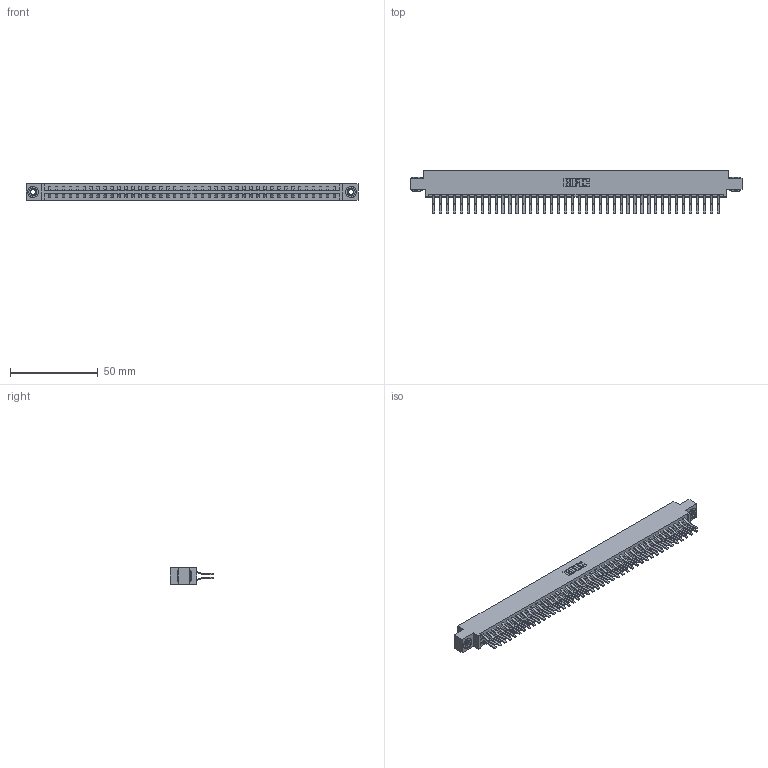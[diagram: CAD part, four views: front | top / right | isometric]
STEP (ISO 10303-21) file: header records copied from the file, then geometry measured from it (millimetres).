
FILE_DESCRIPTION (( 'STEP AP203' ), '1' );
FILE_NAME ('387-084-560-803.STEP', '2019-10-23T02:37:35', ( '' ), ( '' ), 'SwSTEP 2.0', 'SolidWorks 2016', '' );
FILE_SCHEMA (( 'CONFIG_CONTROL_DESIGN' ));
Length unit declared in the file: inch
Products named in the file (4): 345-292-001_560 Tail; 387-084-560-803; 337 Part_0.170 Offset - 0.156 Dia-TH; 345-250-002_345-250-002-102
Assembly tree (87 placements, depth 2):
  387-084-560-803
    337 Part_0.170 Offset - 0.156 Dia-TH
    345-292-001_560 Tail  x84
    345-250-002_345-250-002-102  x2
Bounding box: 189.43 x 24.78 x 9.4 mm (x, y, z)
Volume: 20416.4 mm3; surface area: 25006.6 mm2
Topology: 87 solids, 87 shells, 4860 faces, 14427 edges, 9502 vertices
Faces by surface type: plane 3276, cylinder 1576, cone 8
Entity records: 33434 total; most frequent: CARTESIAN_POINT 5609, ORIENTED_EDGE 5538, DIRECTION 4807, EDGE_CURVE 2769, LINE 2613, VECTOR 2613, VERTEX_POINT 1842, AXIS2_PLACEMENT_3D 1097
